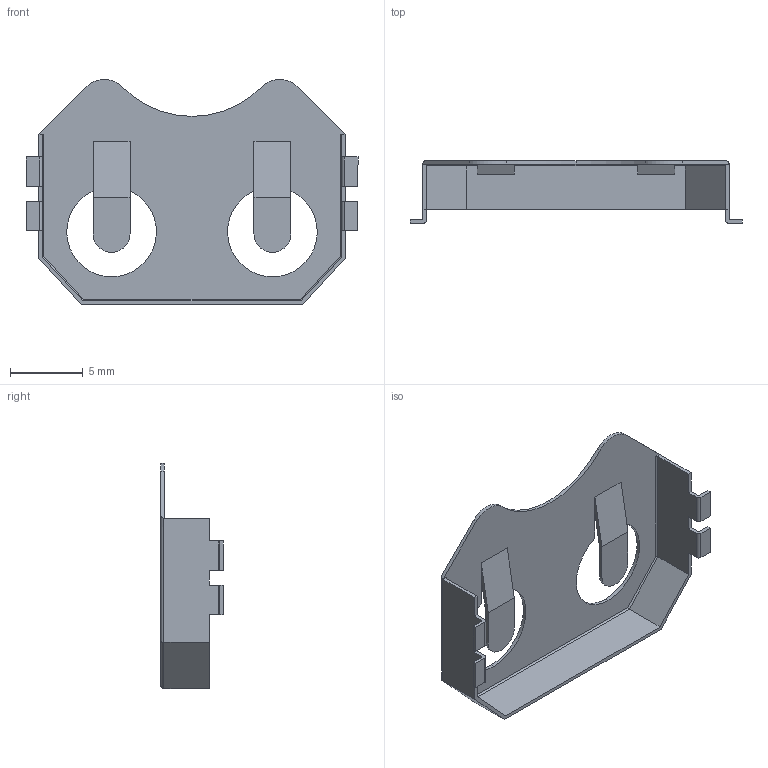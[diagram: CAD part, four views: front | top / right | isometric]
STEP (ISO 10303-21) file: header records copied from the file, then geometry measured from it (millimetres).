
FILE_DESCRIPTION (( 'STEP AP203' ), '1' );
FILE_NAME ('BAT-HLD-001.STEP', '2021-03-23T06:20:28', ( 'Admin' ), ( '' ), 'SwSTEP 2.0', 'SolidWorks 2018', '' );
FILE_SCHEMA (( 'CONFIG_CONTROL_DESIGN' ));
Length unit declared in the file: inch
Products named in the file (1): BAT-HLD-001
Bounding box: 22.86 x 4.32 x 15.49 mm (x, y, z)
Volume: 94.7 mm3; surface area: 806.9 mm2
Topology: 1 solids, 1 shells, 139 faces, 370 edges, 242 vertices
Faces by surface type: plane 94, cylinder 45
Entity records: 4371 total; most frequent: CARTESIAN_POINT 782, ORIENTED_EDGE 740, DIRECTION 712, EDGE_CURVE 370, LINE 288, VECTOR 288, VERTEX_POINT 242, AXIS2_PLACEMENT_3D 212
